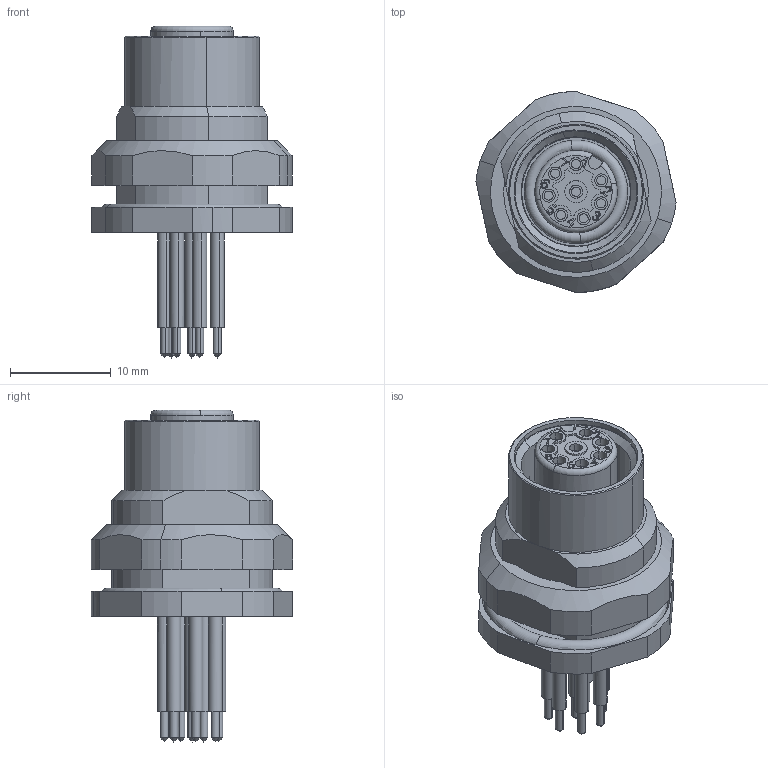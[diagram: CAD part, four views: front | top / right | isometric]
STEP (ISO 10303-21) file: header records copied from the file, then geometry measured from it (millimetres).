
FILE_DESCRIPTION(('CATIA V5 STEP Exchange','CAx-IF Rec.Pracs.--- Model Styling and Organization---1.4--- 2014-01-23'),'2;1');
FILE_NAME ('030237-2_0_2421710000_2421710000.stp','2022-01-06T09:20:21+00:00',('none'),('Weidmueller'),'CATIA Version 5-6 Release 2016 SP3 HF44','CATIA V5 STEP AP214','none');
FILE_SCHEMA(('AUTOMOTIVE_DESIGN { 1 0 10303 214 1 1 1 1 }'));
Length unit declared in the file: millimetre
Products named in the file (1): 2421710000
Bounding box: 19.88 x 20 x 33 mm (x, y, z)
Volume: 3824.1 mm3; surface area: 3279 mm2
Topology: 10 solids, 10 shells, 338 faces, 839 edges, 545 vertices
Faces by surface type: cylinder 122, plane 116, bspline 52, cone 34, torus 13, sphere 1
Entity records: 11323 total; most frequent: CARTESIAN_POINT 4107, ORIENTED_EDGE 1646, DIRECTION 1078, EDGE_CURVE 823, VERTEX_POINT 545, AXIS2_PLACEMENT_3D 485, EDGE_LOOP 382, ADVANCED_FACE 338
